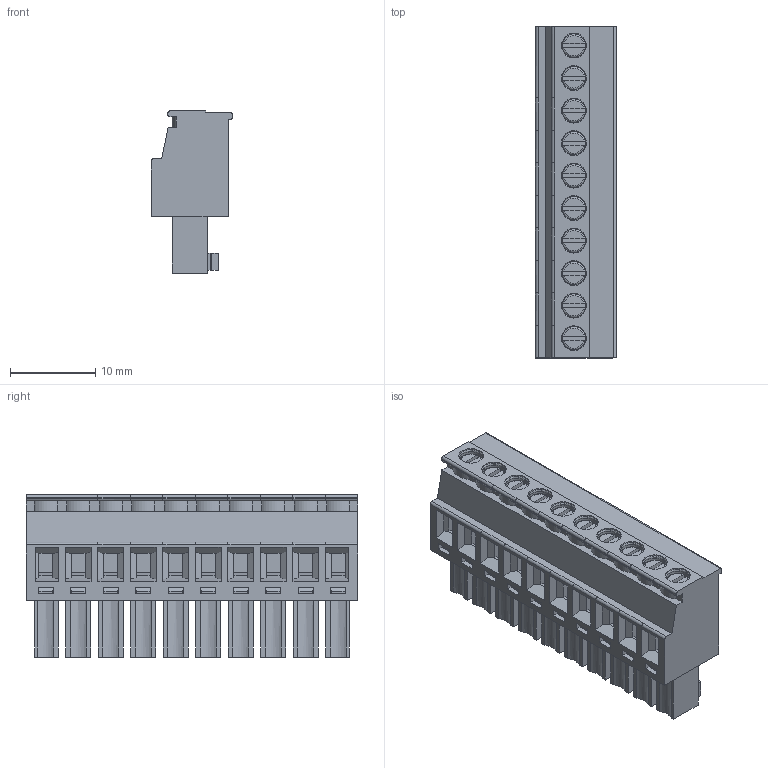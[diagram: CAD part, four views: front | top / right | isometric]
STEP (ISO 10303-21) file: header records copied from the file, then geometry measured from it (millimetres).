
FILE_DESCRIPTION( ('This file contains a STEP AP42 implementation' ,'as created by ZW3D STEP Interface translator.') ,'2;1' );
FILE_NAME( 'PF381-A10ASMN1.stp' ,'231125.135528', (''), ('ZWCAD Software Co.'), 'Version 1.0', 'ZW3D to STEP translator', '' );
FILE_SCHEMA(('AUTOMOTIVE_DESIGN { 1 0 10303 214 1 1 1 1 }'));
Length unit declared in the file: millimetre
Products named in the file (2): 0; PF381-A10ASMN1
Bounding box: 9.5 x 38.89 x 19 mm (x, y, z)
Volume: 2980.6 mm3; surface area: 8410.7 mm2
Topology: 12 solids, 12 shells, 2164 faces, 5927 edges, 3822 vertices
Faces by surface type: plane 1726, bspline 230, cylinder 128, cone 80
Full cylindrical faces by diameter (mm): 0.562 x1, 1.2 x1, 1.4 x10, 1.5 x10, 1.6 x10, 2 x10, 2.1 x10, 2.2 x10, 2.9 x20
Entity records: 72715 total; most frequent: CARTESIAN_POINT 16542, ORIENTED_EDGE 11854, DIRECTION 10167, EDGE_CURVE 5927, VECTOR 4925, LINE 4925, VERTEX_POINT 3822, AXIS2_PLACEMENT_3D 2621
